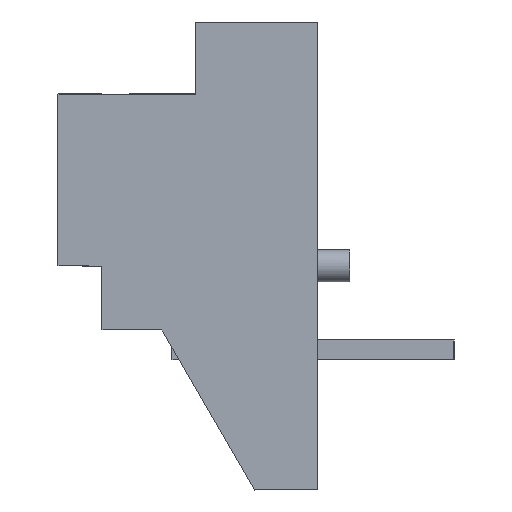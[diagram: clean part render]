
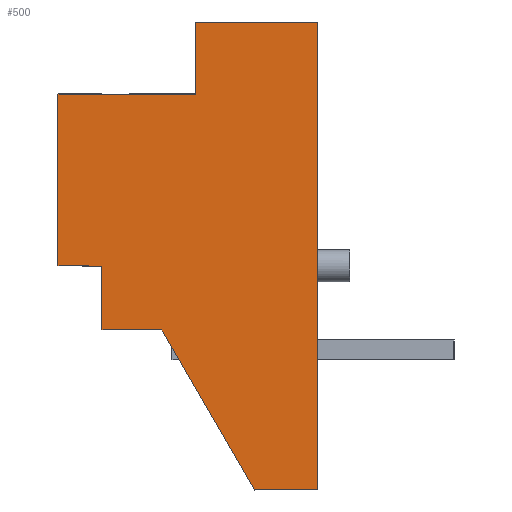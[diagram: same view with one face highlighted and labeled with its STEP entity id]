
A CAD part, left-side view. The second image highlights one B-rep face of the part: STEP entity #500.
In plain terms, the highlighted planar face has unit normal (-1, 0, 0).
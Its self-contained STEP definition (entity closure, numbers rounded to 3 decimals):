
#425=AXIS2_PLACEMENT_3D('Plane Axis2P3D',#422,#423,#424) ;
#205=CARTESIAN_POINT('Line Origine',(-10.,4.65,-7.7)) ;
#209=CARTESIAN_POINT('Vertex',(-10.,5.4,-7.7)) ;
#211=CARTESIAN_POINT('Vertex',(-10.,3.9,-7.7)) ;
#422=CARTESIAN_POINT('Axis2P3D Location',(-10.,0.,0.)) ;
#427=CARTESIAN_POINT('Line Origine',(-10.,5.4,-6.9)) ;
#431=CARTESIAN_POINT('Vertex',(-10.,5.4,-6.1)) ;
#434=CARTESIAN_POINT('Line Origine',(-10.,2.745,-9.7)) ;
#438=CARTESIAN_POINT('Vertex',(-10.,1.591,-11.7)) ;
#441=CARTESIAN_POINT('Line Origine',(-10.,0.795,-11.7)) ;
#445=CARTESIAN_POINT('Vertex',(-10.,0.,-11.7)) ;
#448=CARTESIAN_POINT('Line Origine',(-10.,0.,-5.85)) ;
#452=CARTESIAN_POINT('Vertex',(-10.,0.,0.)) ;
#455=CARTESIAN_POINT('Line Origine',(-10.,1.525,0.)) ;
#459=CARTESIAN_POINT('Vertex',(-10.,3.05,0.)) ;
#462=CARTESIAN_POINT('Line Origine',(-10.,3.05,-0.9)) ;
#466=CARTESIAN_POINT('Vertex',(-10.,3.05,-1.8)) ;
#469=CARTESIAN_POINT('Line Origine',(-10.,4.775,-1.8)) ;
#473=CARTESIAN_POINT('Vertex',(-10.,6.5,-1.8)) ;
#476=CARTESIAN_POINT('Line Origine',(-10.,6.5,-3.95)) ;
#480=CARTESIAN_POINT('Vertex',(-10.,6.5,-6.1)) ;
#483=CARTESIAN_POINT('Line Origine',(-10.,5.95,-6.1)) ;
#206=DIRECTION('Vector Direction',(0.,-1.,0.)) ;
#423=DIRECTION('Axis2P3D Direction',(-1.,0.,0.)) ;
#424=DIRECTION('Axis2P3D XDirection',(0.,-1.,0.)) ;
#428=DIRECTION('Vector Direction',(0.,0.,-1.)) ;
#435=DIRECTION('Vector Direction',(0.,0.5,0.866)) ;
#442=DIRECTION('Vector Direction',(0.,-1.,0.)) ;
#449=DIRECTION('Vector Direction',(0.,0.,1.)) ;
#456=DIRECTION('Vector Direction',(0.,1.,0.)) ;
#463=DIRECTION('Vector Direction',(0.,0.,-1.)) ;
#470=DIRECTION('Vector Direction',(0.,1.,0.)) ;
#477=DIRECTION('Vector Direction',(0.,0.,1.)) ;
#484=DIRECTION('Vector Direction',(0.,1.,0.)) ;
#207=VECTOR('Line Direction',#206,1.) ;
#429=VECTOR('Line Direction',#428,1.) ;
#436=VECTOR('Line Direction',#435,1.) ;
#443=VECTOR('Line Direction',#442,1.) ;
#450=VECTOR('Line Direction',#449,1.) ;
#457=VECTOR('Line Direction',#456,1.) ;
#464=VECTOR('Line Direction',#463,1.) ;
#471=VECTOR('Line Direction',#470,1.) ;
#478=VECTOR('Line Direction',#477,1.) ;
#485=VECTOR('Line Direction',#484,1.) ;
#489=ORIENTED_EDGE('',*,*,#433,.T.) ;
#490=ORIENTED_EDGE('',*,*,#213,.T.) ;
#491=ORIENTED_EDGE('',*,*,#440,.F.) ;
#492=ORIENTED_EDGE('',*,*,#447,.T.) ;
#493=ORIENTED_EDGE('',*,*,#454,.T.) ;
#494=ORIENTED_EDGE('',*,*,#461,.T.) ;
#495=ORIENTED_EDGE('',*,*,#468,.T.) ;
#496=ORIENTED_EDGE('',*,*,#475,.T.) ;
#497=ORIENTED_EDGE('',*,*,#482,.F.) ;
#498=ORIENTED_EDGE('',*,*,#487,.F.) ;
#500=ADVANCED_FACE('',(#499),#426,.T.) ;
#213=EDGE_CURVE('',#210,#212,#208,.T.) ;
#433=EDGE_CURVE('',#432,#210,#430,.T.) ;
#440=EDGE_CURVE('',#439,#212,#437,.T.) ;
#447=EDGE_CURVE('',#439,#446,#444,.T.) ;
#454=EDGE_CURVE('',#446,#453,#451,.T.) ;
#461=EDGE_CURVE('',#453,#460,#458,.T.) ;
#468=EDGE_CURVE('',#460,#467,#465,.T.) ;
#475=EDGE_CURVE('',#467,#474,#472,.T.) ;
#482=EDGE_CURVE('',#481,#474,#479,.T.) ;
#487=EDGE_CURVE('',#432,#481,#486,.T.) ;
#488=EDGE_LOOP('',(#489,#490,#491,#492,#493,#494,#495,#496,#497,#498)) ;
#499=FACE_OUTER_BOUND('',#488,.T.) ;
#208=LINE('Line',#205,#207) ;
#430=LINE('Line',#427,#429) ;
#437=LINE('Line',#434,#436) ;
#444=LINE('Line',#441,#443) ;
#451=LINE('Line',#448,#450) ;
#458=LINE('Line',#455,#457) ;
#465=LINE('Line',#462,#464) ;
#472=LINE('Line',#469,#471) ;
#479=LINE('Line',#476,#478) ;
#486=LINE('Line',#483,#485) ;
#426=PLANE('Plane',#425) ;
#210=VERTEX_POINT('',#209) ;
#212=VERTEX_POINT('',#211) ;
#432=VERTEX_POINT('',#431) ;
#439=VERTEX_POINT('',#438) ;
#446=VERTEX_POINT('',#445) ;
#453=VERTEX_POINT('',#452) ;
#460=VERTEX_POINT('',#459) ;
#467=VERTEX_POINT('',#466) ;
#474=VERTEX_POINT('',#473) ;
#481=VERTEX_POINT('',#480) ;
